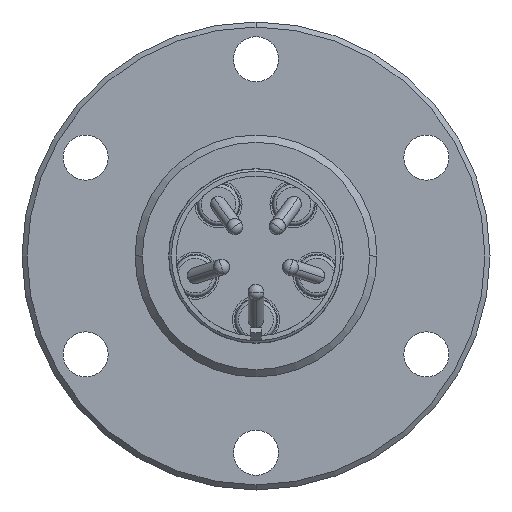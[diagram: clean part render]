
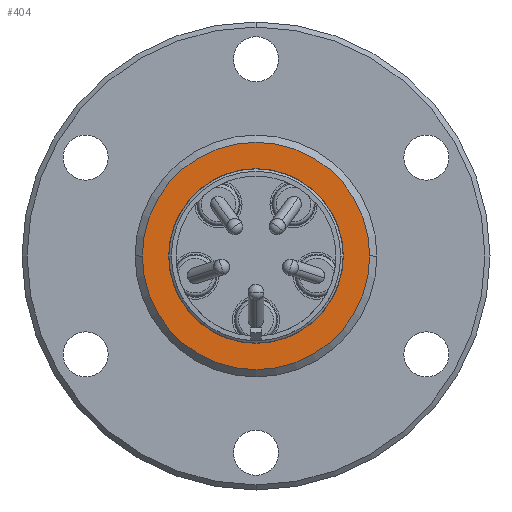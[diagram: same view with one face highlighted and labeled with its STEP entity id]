
A CAD part, front view. The second image highlights one B-rep face of the part: STEP entity #404.
In plain terms, the highlighted planar face has unit normal (0, -1, 0).
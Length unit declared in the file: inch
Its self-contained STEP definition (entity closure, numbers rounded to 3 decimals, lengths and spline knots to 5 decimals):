
#404 = ADVANCED_FACE ( 'NONE', ( #9329, #9321 ), #7471, .T. ) ;
#687 = DIRECTION ( 'NONE',  ( 1., 0., 0. ) ) ;
#691 = CARTESIAN_POINT ( 'NONE',  ( 0., -1.64012, 0. ) ) ;
#697 = DIRECTION ( 'NONE',  ( 0., -1., 0. ) ) ;
#699 = DIRECTION ( 'NONE',  ( 1., 0., 0. ) ) ;
#704 = CARTESIAN_POINT ( 'NONE',  ( 0., -1.64012, 0. ) ) ;
#705 = DIRECTION ( 'NONE',  ( 0., -1., 0. ) ) ;
#816 = DIRECTION ( 'NONE',  ( 0., -1., 0. ) ) ;
#821 = DIRECTION ( 'NONE',  ( 1., 0., 0. ) ) ;
#824 = CARTESIAN_POINT ( 'NONE',  ( 0., -1.64012, 0. ) ) ;
#834 = DIRECTION ( 'NONE',  ( 1., 0., 0. ) ) ;
#839 = CARTESIAN_POINT ( 'NONE',  ( 0., -1.64012, 0. ) ) ;
#840 = DIRECTION ( 'NONE',  ( 0., -1., 0. ) ) ;
#2426 = EDGE_CURVE ( 'NONE', #4902, #4898, #3449, .T. ) ;
#2429 = EDGE_CURVE ( 'NONE', #4904, #4900, #3453, .T. ) ;
#2448 = EDGE_CURVE ( 'NONE', #4900, #4904, #3426, .T. ) ;
#2449 = EDGE_CURVE ( 'NONE', #4898, #4902, #3383, .T. ) ;
#3383 = CIRCLE ( 'NONE', #8562, 0.4975 ) ;
#3426 = CIRCLE ( 'NONE', #8563, 0.66811 ) ;
#3449 = CIRCLE ( 'NONE', #8571, 0.4975 ) ;
#3453 = CIRCLE ( 'NONE', #8570, 0.66811 ) ;
#3470 = AXIS2_PLACEMENT_3D ( 'NONE', #7497, #7467, #7458 ) ;
#4898 = VERTEX_POINT ( 'NONE', #8846 ) ;
#4900 = VERTEX_POINT ( 'NONE', #8832 ) ;
#4902 = VERTEX_POINT ( 'NONE', #8825 ) ;
#4904 = VERTEX_POINT ( 'NONE', #8839 ) ;
#5172 = EDGE_LOOP ( 'NONE', ( #6315, #5814 ) ) ;
#5204 = EDGE_LOOP ( 'NONE', ( #6097, #6144 ) ) ;
#5814 = ORIENTED_EDGE ( 'NONE', *, *, #2429, .T. ) ;
#6097 = ORIENTED_EDGE ( 'NONE', *, *, #2426, .F. ) ;
#6144 = ORIENTED_EDGE ( 'NONE', *, *, #2449, .F. ) ;
#6315 = ORIENTED_EDGE ( 'NONE', *, *, #2448, .T. ) ;
#7458 = DIRECTION ( 'NONE',  ( 1., 0., 0. ) ) ;
#7467 = DIRECTION ( 'NONE',  ( 0., -1., 0. ) ) ;
#7471 = PLANE ( 'NONE',  #3470 ) ;
#7497 = CARTESIAN_POINT ( 'NONE',  ( 0., -1.64012, -0.66811 ) ) ;
#8562 = AXIS2_PLACEMENT_3D ( 'NONE', #691, #697, #687 ) ;
#8563 = AXIS2_PLACEMENT_3D ( 'NONE', #704, #705, #699 ) ;
#8570 = AXIS2_PLACEMENT_3D ( 'NONE', #824, #816, #821 ) ;
#8571 = AXIS2_PLACEMENT_3D ( 'NONE', #839, #840, #834 ) ;
#8825 = CARTESIAN_POINT ( 'NONE',  ( 0.4975, -1.64012, 0. ) ) ;
#8832 = CARTESIAN_POINT ( 'NONE',  ( -0.66811, -1.64012, 0. ) ) ;
#8839 = CARTESIAN_POINT ( 'NONE',  ( 0.66811, -1.64012, 0. ) ) ;
#8846 = CARTESIAN_POINT ( 'NONE',  ( -0.4975, -1.64012, 0. ) ) ;
#9321 = FACE_BOUND ( 'NONE', #5204, .T. ) ;
#9329 = FACE_OUTER_BOUND ( 'NONE', #5172, .T. ) ;
